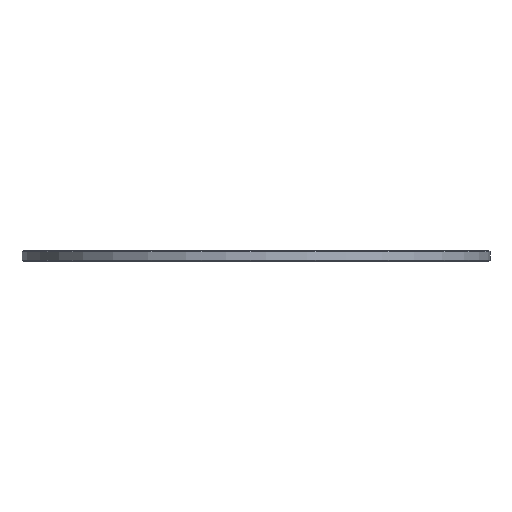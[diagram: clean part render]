
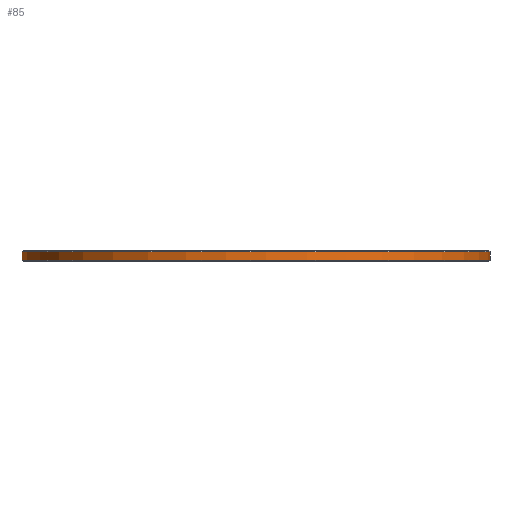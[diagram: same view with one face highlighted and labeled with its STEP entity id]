
A CAD part, front view. The second image highlights one B-rep face of the part: STEP entity #85.
In plain terms, the highlighted cylindrical face has radius 110.975 mm (diameter 221.95 mm), a full revolution.
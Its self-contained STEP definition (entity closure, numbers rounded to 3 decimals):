
#85=ADVANCED_FACE('',(#715,#717),#719,.T.);
#715=FACE_OUTER_BOUND('',#716,.T.);
#716=EDGE_LOOP('',(#1322));
#717=FACE_OUTER_BOUND('',#718,.T.);
#718=EDGE_LOOP('',(#1323));
#719=CYLINDRICAL_SURFACE('',#720,110.975);
#720=AXIS2_PLACEMENT_3D('',#721,#722,#723);
#721=CARTESIAN_POINT('',(0.,0.,-15.26));
#722=DIRECTION('',(0.,0.,-1.));
#723=DIRECTION('',(-0.924,-0.383,0.));
#1322=ORIENTED_EDGE('',*,*,#1618,.T.);
#1323=ORIENTED_EDGE('',*,*,#1619,.T.);
#1618=EDGE_CURVE('',#1842,#1842,#1843,.T.);
#1619=EDGE_CURVE('',#1844,#1844,#1845,.T.);
#1842=VERTEX_POINT('',#2366);
#1843=CIRCLE('',#2367,110.975);
#1844=VERTEX_POINT('',#2371);
#1845=CIRCLE('',#2372,110.975);
#2366=CARTESIAN_POINT('',(102.511,42.509,-21.7));
#2367=AXIS2_PLACEMENT_3D('',#2368,#2369,#2370);
#2368=CARTESIAN_POINT('',(0.,0.,-21.7));
#2369=DIRECTION('',(0.,0.,-1.));
#2370=DIRECTION('',(0.924,0.383,0.));
#2371=CARTESIAN_POINT('',(102.511,42.509,-25.7));
#2372=AXIS2_PLACEMENT_3D('',#2373,#2374,#2375);
#2373=CARTESIAN_POINT('',(0.,0.,-25.7));
#2374=DIRECTION('',(0.,0.,1.));
#2375=DIRECTION('',(0.924,0.383,0.));
